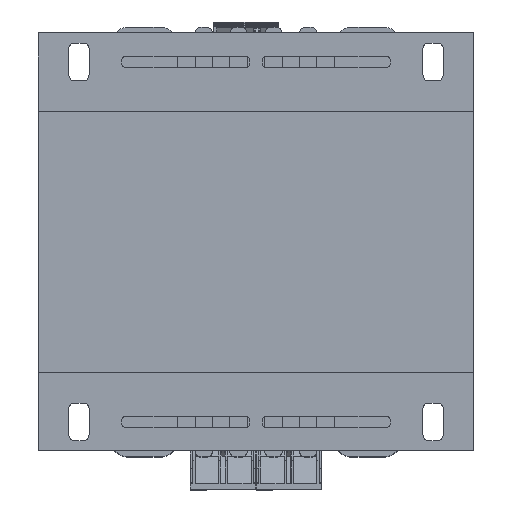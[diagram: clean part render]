
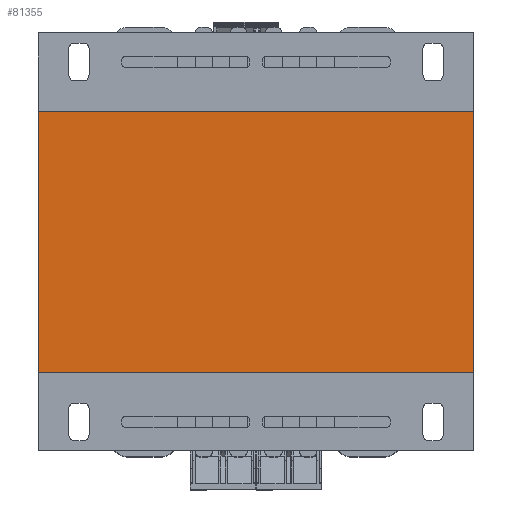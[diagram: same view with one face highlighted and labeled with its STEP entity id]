
A CAD part, top view. The second image highlights one B-rep face of the part: STEP entity #81355.
In plain terms, the highlighted planar face has unit normal (0, 0, 1).
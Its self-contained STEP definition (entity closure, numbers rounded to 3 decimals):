
#2714=FACE_OUTER_BOUND('',#6963,.T.);
#6963=EDGE_LOOP('',(#51925,#51926,#51927,#51928));
#11368=LINE('',#112764,#21770);
#11390=LINE('',#112815,#21792);
#11398=LINE('',#112839,#21800);
#11405=LINE('',#112853,#21807);
#21770=VECTOR('',#91363,10.);
#21792=VECTOR('',#91403,1.);
#21800=VECTOR('',#91431,1.);
#21807=VECTOR('',#91448,1.);
#32172=VERTEX_POINT('',#112761);
#32173=VERTEX_POINT('',#112763);
#32193=VERTEX_POINT('',#112813);
#32199=VERTEX_POINT('',#112837);
#39931=EDGE_CURVE('',#32172,#32173,#11368,.T.);
#39957=EDGE_CURVE('',#32172,#32193,#11390,.T.);
#39969=EDGE_CURVE('',#32193,#32199,#11398,.T.);
#39976=EDGE_CURVE('',#32173,#32199,#11405,.T.);
#51925=ORIENTED_EDGE('',*,*,#39931,.F.);
#51926=ORIENTED_EDGE('',*,*,#39957,.T.);
#51927=ORIENTED_EDGE('',*,*,#39969,.T.);
#51928=ORIENTED_EDGE('',*,*,#39976,.F.);
#75665=PLANE('',#85882);
#81355=ADVANCED_FACE('',(#2714),#75665,.T.);
#85882=AXIS2_PLACEMENT_3D('',#112852,#91446,#91447);
#91363=DIRECTION('',(1.,0.,0.));
#91403=DIRECTION('',(0.,-1.,0.));
#91431=DIRECTION('',(1.,0.,0.));
#91446=DIRECTION('center_axis',(0.,0.,1.));
#91447=DIRECTION('ref_axis',(0.,-1.,0.));
#91448=DIRECTION('',(0.,-1.,0.));
#112761=CARTESIAN_POINT('',(615.285,-284.691,87.5));
#112763=CARTESIAN_POINT('',(765.285,-284.691,87.5));
#112764=CARTESIAN_POINT('',(652.785,-284.691,87.5));
#112813=CARTESIAN_POINT('',(615.285,-374.691,87.5));
#112815=CARTESIAN_POINT('',(615.285,-274.691,87.5));
#112837=CARTESIAN_POINT('',(765.285,-374.691,87.5));
#112839=CARTESIAN_POINT('',(765.285,-374.691,87.5));
#112852=CARTESIAN_POINT('Origin',(615.285,-274.691,87.5));
#112853=CARTESIAN_POINT('',(765.285,-274.691,87.5));
